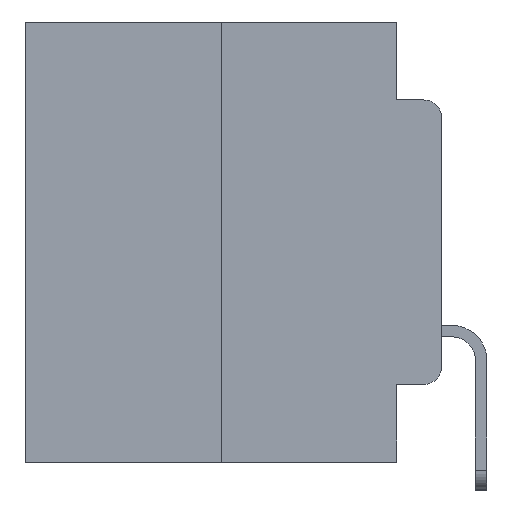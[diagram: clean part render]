
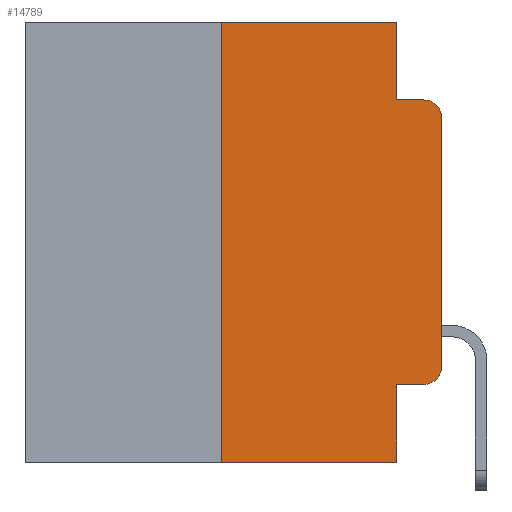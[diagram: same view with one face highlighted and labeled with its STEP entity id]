
A CAD part, left-side view. The second image highlights one B-rep face of the part: STEP entity #14789.
In plain terms, the highlighted planar face has unit normal (-1, 0, 0).
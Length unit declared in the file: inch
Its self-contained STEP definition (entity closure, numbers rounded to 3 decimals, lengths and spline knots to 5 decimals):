
#229 = VERTEX_POINT ( 'NONE', #24232 ) ;
#330 = CIRCLE ( 'NONE', #27649, 0.02 ) ;
#395 = VECTOR ( 'NONE', #20599, 39.37008 ) ;
#979 = EDGE_CURVE ( 'NONE', #18060, #16265, #7828, .T. ) ;
#2722 = VERTEX_POINT ( 'NONE', #25208 ) ;
#2906 = ORIENTED_EDGE ( 'NONE', *, *, #9035, .F. ) ;
#3571 = VERTEX_POINT ( 'NONE', #13579 ) ;
#3595 = ORIENTED_EDGE ( 'NONE', *, *, #22673, .T. ) ;
#4345 = FACE_OUTER_BOUND ( 'NONE', #22157, .T. ) ;
#4776 = LINE ( 'NONE', #23085, #21890 ) ;
#4806 = CARTESIAN_POINT ( 'NONE',  ( 0., 0.25, 0. ) ) ;
#5126 = CARTESIAN_POINT ( 'NONE',  ( 0., 0.02, -0.1085 ) ) ;
#5380 = EDGE_CURVE ( 'NONE', #229, #24374, #6853, .T. ) ;
#5460 = EDGE_CURVE ( 'NONE', #3571, #18060, #4776, .T. ) ;
#5814 = ORIENTED_EDGE ( 'NONE', *, *, #5460, .F. ) ;
#5923 = VERTEX_POINT ( 'NONE', #24263 ) ;
#6060 = EDGE_CURVE ( 'NONE', #2722, #229, #6080, .T. ) ;
#6080 = LINE ( 'NONE', #16469, #16868 ) ;
#6181 = CARTESIAN_POINT ( 'NONE',  ( 0., 0.473, 0. ) ) ;
#6277 = CARTESIAN_POINT ( 'NONE',  ( 0., 0., -0.3915 ) ) ;
#6368 = ORIENTED_EDGE ( 'NONE', *, *, #20963, .T. ) ;
#6624 = DIRECTION ( 'NONE',  ( 0., -1., 0. ) ) ;
#6809 = CARTESIAN_POINT ( 'NONE',  ( 0., 0., 0. ) ) ;
#6853 = CIRCLE ( 'NONE', #10642, 0.02 ) ;
#7369 = DIRECTION ( 'NONE',  ( 0., 0., -1. ) ) ;
#7579 = ORIENTED_EDGE ( 'NONE', *, *, #979, .F. ) ;
#7630 = CARTESIAN_POINT ( 'NONE',  ( 0., 0.02, -0.0885 ) ) ;
#7637 = ORIENTED_EDGE ( 'NONE', *, *, #27362, .F. ) ;
#7828 = LINE ( 'NONE', #22685, #395 ) ;
#7912 = DIRECTION ( 'NONE',  ( 0., -1., 0. ) ) ;
#8437 = DIRECTION ( 'NONE',  ( 0., 0., -1. ) ) ;
#9035 = EDGE_CURVE ( 'NONE', #16265, #25466, #13090, .T. ) ;
#9477 = DIRECTION ( 'NONE',  ( 0., -1., 0. ) ) ;
#10017 = CARTESIAN_POINT ( 'NONE',  ( 0., 0.051, 0. ) ) ;
#10047 = ORIENTED_EDGE ( 'NONE', *, *, #17671, .T. ) ;
#10274 = CARTESIAN_POINT ( 'NONE',  ( 0., 0.02, -0.3915 ) ) ;
#10642 = AXIS2_PLACEMENT_3D ( 'NONE', #10274, #24967, #12456 ) ;
#11849 = CARTESIAN_POINT ( 'NONE',  ( 0., 0.051, -0.5 ) ) ;
#12215 = DIRECTION ( 'NONE',  ( 0., 0., -1. ) ) ;
#12327 = CARTESIAN_POINT ( 'NONE',  ( 0., 0.051, 0. ) ) ;
#12456 = DIRECTION ( 'NONE',  ( 0., 0., -1. ) ) ;
#12630 = DIRECTION ( 'NONE',  ( 0., -1., 0. ) ) ;
#13090 = LINE ( 'NONE', #22152, #19340 ) ;
#13402 = VERTEX_POINT ( 'NONE', #19979 ) ;
#13579 = CARTESIAN_POINT ( 'NONE',  ( 0., 0.25, 0. ) ) ;
#14049 = LINE ( 'NONE', #6809, #14704 ) ;
#14218 = LINE ( 'NONE', #10017, #24690 ) ;
#14704 = VECTOR ( 'NONE', #19637, 39.37008 ) ;
#14715 = PLANE ( 'NONE',  #25505 ) ;
#14789 = ADVANCED_FACE ( 'NONE', ( #4345 ), #14715, .F. ) ;
#16265 = VERTEX_POINT ( 'NONE', #20940 ) ;
#16469 = CARTESIAN_POINT ( 'NONE',  ( 0., 0.051, -0.4115 ) ) ;
#16868 = VECTOR ( 'NONE', #7912, 39.37008 ) ;
#17671 = EDGE_CURVE ( 'NONE', #13402, #17917, #26467, .T. ) ;
#17917 = VERTEX_POINT ( 'NONE', #11849 ) ;
#18060 = VERTEX_POINT ( 'NONE', #12327 ) ;
#19340 = VECTOR ( 'NONE', #9477, 39.37008 ) ;
#19387 = LINE ( 'NONE', #4806, #24268 ) ;
#19482 = CARTESIAN_POINT ( 'NONE',  ( 0., 0.473, -0.5 ) ) ;
#19637 = DIRECTION ( 'NONE',  ( 0., 0., 1. ) ) ;
#19979 = CARTESIAN_POINT ( 'NONE',  ( 0., 0.25, -0.5 ) ) ;
#19997 = ORIENTED_EDGE ( 'NONE', *, *, #25557, .F. ) ;
#20170 = DIRECTION ( 'NONE',  ( -1., 0., 0. ) ) ;
#20599 = DIRECTION ( 'NONE',  ( 0., 0., -1. ) ) ;
#20940 = CARTESIAN_POINT ( 'NONE',  ( 0., 0.051, -0.0885 ) ) ;
#20963 = EDGE_CURVE ( 'NONE', #5923, #25466, #330, .T. ) ;
#21026 = VECTOR ( 'NONE', #6624, 39.37008 ) ;
#21188 = DIRECTION ( 'NONE',  ( 1., 0., 0. ) ) ;
#21651 = ORIENTED_EDGE ( 'NONE', *, *, #5380, .T. ) ;
#21890 = VECTOR ( 'NONE', #12630, 39.37008 ) ;
#22152 = CARTESIAN_POINT ( 'NONE',  ( 0., 0.051, -0.0885 ) ) ;
#22157 = EDGE_LOOP ( 'NONE', ( #3595, #6368, #2906, #7579, #5814, #7637, #10047, #19997, #23273, #21651 ) ) ;
#22673 = EDGE_CURVE ( 'NONE', #24374, #5923, #14049, .T. ) ;
#22685 = CARTESIAN_POINT ( 'NONE',  ( 0., 0.051, 0. ) ) ;
#23085 = CARTESIAN_POINT ( 'NONE',  ( 0., 0.473, 0. ) ) ;
#23273 = ORIENTED_EDGE ( 'NONE', *, *, #6060, .T. ) ;
#24042 = DIRECTION ( 'NONE',  ( 0., 0., 1. ) ) ;
#24232 = CARTESIAN_POINT ( 'NONE',  ( 0., 0.02, -0.4115 ) ) ;
#24263 = CARTESIAN_POINT ( 'NONE',  ( 0., 0., -0.1085 ) ) ;
#24268 = VECTOR ( 'NONE', #24042, 39.37008 ) ;
#24374 = VERTEX_POINT ( 'NONE', #6277 ) ;
#24690 = VECTOR ( 'NONE', #12215, 39.37008 ) ;
#24967 = DIRECTION ( 'NONE',  ( -1., 0., 0. ) ) ;
#25208 = CARTESIAN_POINT ( 'NONE',  ( 0., 0.051, -0.4115 ) ) ;
#25466 = VERTEX_POINT ( 'NONE', #7630 ) ;
#25505 = AXIS2_PLACEMENT_3D ( 'NONE', #6181, #21188, #8437 ) ;
#25557 = EDGE_CURVE ( 'NONE', #2722, #17917, #14218, .T. ) ;
#26467 = LINE ( 'NONE', #19482, #21026 ) ;
#27362 = EDGE_CURVE ( 'NONE', #13402, #3571, #19387, .T. ) ;
#27649 = AXIS2_PLACEMENT_3D ( 'NONE', #5126, #20170, #7369 ) ;
